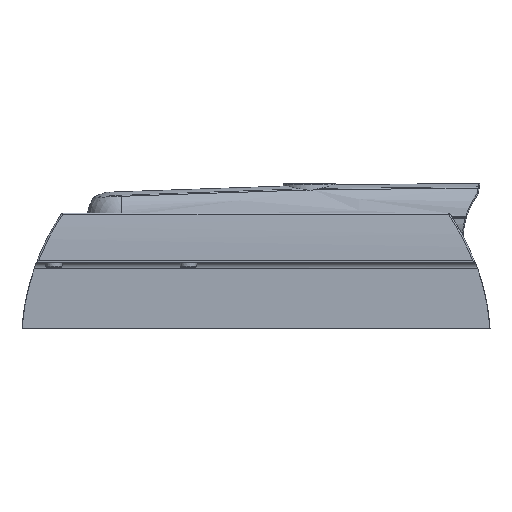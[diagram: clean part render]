
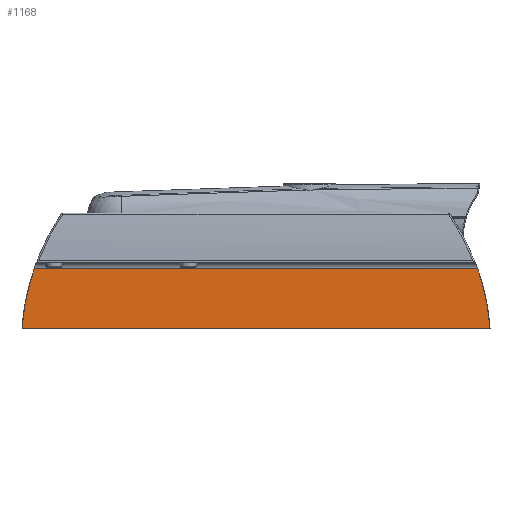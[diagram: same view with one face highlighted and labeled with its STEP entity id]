
A CAD part, left-side view. The second image highlights one B-rep face of the part: STEP entity #1168.
In plain terms, the highlighted planar face has unit normal (-1, 0, 0).
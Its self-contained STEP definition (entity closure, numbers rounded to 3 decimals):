
#1168=ADVANCED_FACE('',(#3351),#3352,.T.);
#3351=FACE_OUTER_BOUND('',#6600,.T.);
#3352=PLANE('',#6601);
#6600=EDGE_LOOP('',(#26613,#26614,#26615,#26616));
#6601=AXIS2_PLACEMENT_3D('',#26617,#26618,#26619);
#26613=ORIENTED_EDGE('',*,*,#35560,.T.);
#26614=ORIENTED_EDGE('',*,*,#35561,.T.);
#26615=ORIENTED_EDGE('',*,*,#35562,.T.);
#26616=ORIENTED_EDGE('',*,*,#35563,.T.);
#26617=CARTESIAN_POINT('',(30.419,87.0,0.0));
#26618=DIRECTION('',(-1.0,0.0,0.0));
#26619=DIRECTION('',(0.0,-1.0,0.0));
#35560=EDGE_CURVE('',#39268,#39269,#39270,.T.);
#35561=EDGE_CURVE('',#39269,#39271,#39272,.T.);
#35562=EDGE_CURVE('',#39271,#39273,#39274,.T.);
#35563=EDGE_CURVE('',#39273,#39268,#39275,.T.);
#39268=VERTEX_POINT('',#44569);
#39269=VERTEX_POINT('',#44570);
#39270=CIRCLE('',#44571,87.9);
#39271=VERTEX_POINT('',#44572);
#39272=LINE('',#44573,#44574);
#39273=VERTEX_POINT('',#44575);
#39274=CIRCLE('',#44576,87.9);
#39275=LINE('',#44577,#44578);
#44569=CARTESIAN_POINT('',(30.419,169.468,22.1));
#44570=CARTESIAN_POINT('',(30.419,174.0,0.0));
#44571=AXIS2_PLACEMENT_3D('',#65781,#65782,#65783);
#44572=CARTESIAN_POINT('',(30.419,0.0,0.0));
#44573=CARTESIAN_POINT('',(30.419,87.0,0.0));
#44574=VECTOR('',#65784,1000.0);
#44575=CARTESIAN_POINT('',(30.419,4.532,22.1));
#44576=AXIS2_PLACEMENT_3D('',#65785,#65786,#65787);
#44577=CARTESIAN_POINT('',(30.419,87.0,22.1));
#44578=VECTOR('',#65788,1000.0);
#65781=CARTESIAN_POINT('',(30.419,86.338,-6.464));
#65782=DIRECTION('',(-1.0,0.0,0.0));
#65783=DIRECTION('',(0.0,-1.0,0.0));
#65784=DIRECTION('',(0.0,-1.0,0.0));
#65785=CARTESIAN_POINT('',(30.419,87.662,-6.464));
#65786=DIRECTION('',(-1.0,0.0,0.0));
#65787=DIRECTION('',(0.0,-1.0,0.0));
#65788=DIRECTION('',(0.0,1.0,0.0));
